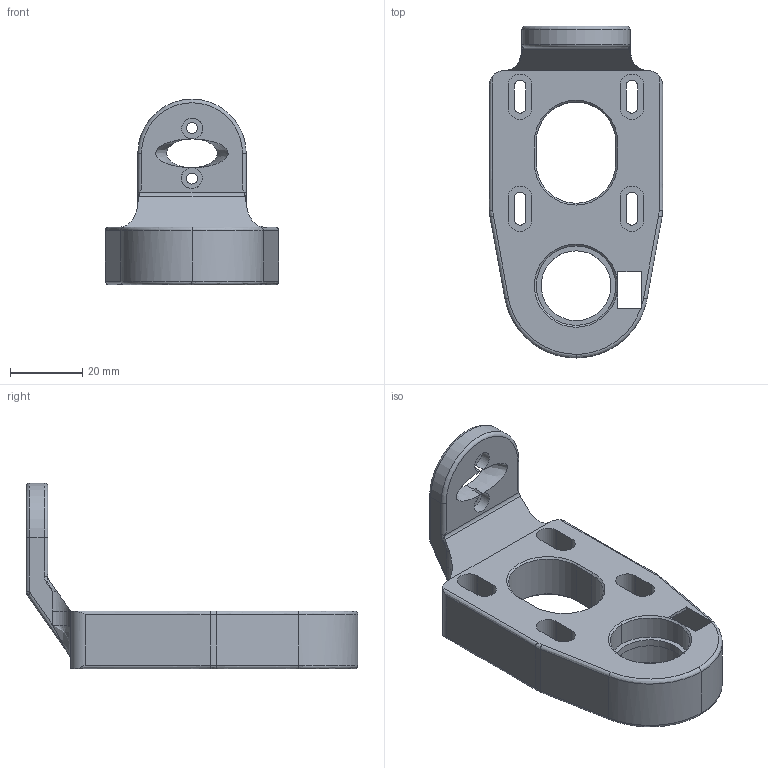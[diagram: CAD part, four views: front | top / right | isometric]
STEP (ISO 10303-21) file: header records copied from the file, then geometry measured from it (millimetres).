
FILE_DESCRIPTION(/* description */ (''),/* implementation_level */ '2;1');
FILE_NAME(/* name */ 'B_arm.step',/* time_stamp */ '2025-10-27T10:15:46+01:00',/* author */ (''),/* organization */ (''),/* preprocessor_version */ 'ST-DEVELOPER v20.1',/* originating_system */ 'Autodesk Translation Framework v14.17.0.0',/* authorisation */ '');
FILE_SCHEMA (('AUTOMOTIVE_DESIGN { 1 0 10303 214 3 1 1 }'));
Length unit declared in the file: millimetre
Products named in the file (1): B_arm
Bounding box: 48 x 91.82 x 51.4 mm (x, y, z)
Volume: 37433.1 mm3; surface area: 15873.6 mm2
Topology: 1 solids, 1 shells, 159 faces, 412 edges, 260 vertices
Faces by surface type: plane 60, cylinder 59, bspline 28, cone 8, torus 4
Full cylindrical faces by diameter (mm): 2.5 x1, 3 x2, 19.3 x1
Entity records: 6063 total; most frequent: CARTESIAN_POINT 2291, ORIENTED_EDGE 824, DIRECTION 695, EDGE_CURVE 412, VERTEX_POINT 260, AXIS2_PLACEMENT_3D 254, LINE 187, VECTOR 187
